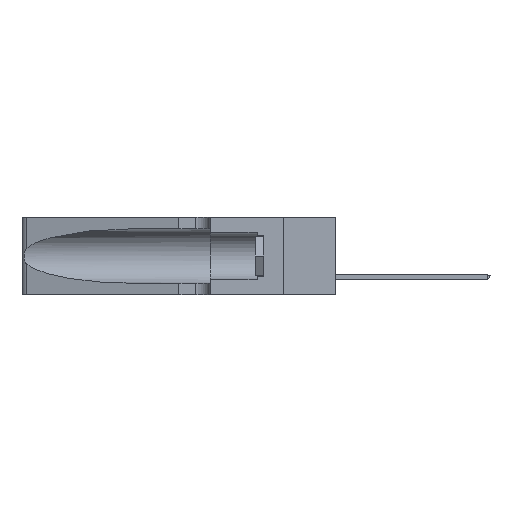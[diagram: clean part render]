
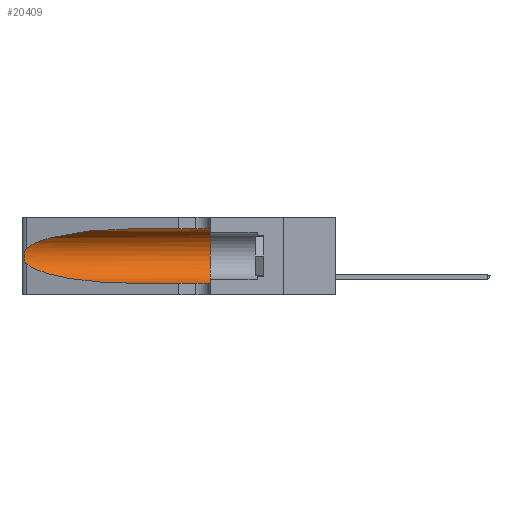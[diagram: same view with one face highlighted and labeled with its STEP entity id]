
A CAD part, left-side view. The second image highlights one B-rep face of the part: STEP entity #20409.
In plain terms, the highlighted cylindrical face has radius 3.308 mm (diameter 6.617 mm), a partial arc.
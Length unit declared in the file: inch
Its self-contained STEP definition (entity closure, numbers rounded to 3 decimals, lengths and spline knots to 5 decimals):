
#478 = CARTESIAN_POINT ( 'NONE',  ( 0.25856, 1.23593, 0.16098 ) ) ;
#2591 = VERTEX_POINT ( 'NONE', #6860 ) ;
#2900 = LINE ( 'NONE', #10720, #31541 ) ;
#3094 = CARTESIAN_POINT ( 'NONE',  ( 0.1305, 0.72297, 0.05475 ) ) ;
#3336 = CARTESIAN_POINT ( 'NONE',  ( 0.25487, 1.22718, 0.14631 ) ) ;
#3579 = CARTESIAN_POINT ( 'NONE',  ( 0.18966, 0.96281, 0.05475 ) ) ;
#5285 = ORIENTED_EDGE ( 'NONE', *, *, #33454, .T. ) ;
#6293 = CARTESIAN_POINT ( 'NONE',  ( 0.1305, 0.35, 0.185 ) ) ;
#6860 = CARTESIAN_POINT ( 'NONE',  ( 0.25487, 1.22718, 0.14631 ) ) ;
#7096 = CARTESIAN_POINT ( 'NONE',  ( 0.1305, 1.61858, 0.185 ) ) ;
#8671 = ORIENTED_EDGE ( 'NONE', *, *, #19766, .F. ) ;
#8729 = CARTESIAN_POINT ( 'NONE',  ( 0.25487, 1.22718, 0.22369 ) ) ;
#8975 = CARTESIAN_POINT ( 'NONE',  ( 0.25555, 1.22994, 0.2215 ) ) ;
#9029 = DIRECTION ( 'NONE',  ( 0., 0., 1. ) ) ;
#9198 = ORIENTED_EDGE ( 'NONE', *, *, #27174, .T. ) ;
#9331 = CARTESIAN_POINT ( 'NONE',  ( 0.1305, 0.35, 0.05475 ) ) ;
#9756 = CARTESIAN_POINT ( 'NONE',  ( 0.18966, 0.96281, 0.31525 ) ) ;
#10720 = CARTESIAN_POINT ( 'NONE',  ( 0.1305, 1.61858, 0.05475 ) ) ;
#10826 = VERTEX_POINT ( 'NONE', #31074 ) ;
#12635 = VECTOR ( 'NONE', #34526, 39.37008 ) ;
#12831 = VERTEX_POINT ( 'NONE', #9331 ) ;
#13051 = VERTEX_POINT ( 'NONE', #30205 ) ;
#13102 = CARTESIAN_POINT ( 'NONE',  ( 0.1305, 1.61858, 0.31525 ) ) ;
#13459 = DIRECTION ( 'NONE',  ( 0., -1., 0. ) ) ;
#14462 = CARTESIAN_POINT ( 'NONE',  ( 0.25639, 1.23184, 0.21858 ) ) ;
#14613 = VERTEX_POINT ( 'NONE', #22787 ) ;
#14618 = AXIS2_PLACEMENT_3D ( 'NONE', #6293, #25190, #9029 ) ;
#16426 = ORIENTED_EDGE ( 'NONE', *, *, #33942, .T. ) ;
#17131 = CARTESIAN_POINT ( 'NONE',  ( 0.26075, 1.23896, 0.19203 ) ) ;
#17183 = CARTESIAN_POINT ( 'NONE',  ( 0.2373, 1.15595, 0.08982 ) ) ;
#17986 = ORIENTED_EDGE ( 'NONE', *, *, #28976, .T. ) ;
#18799 = ORIENTED_EDGE ( 'NONE', *, *, #19064, .F. ) ;
#18957 =( BOUNDED_CURVE ( )  B_SPLINE_CURVE ( 3, ( #31224, #9756, #33816, #23313 ),
 .UNSPECIFIED., .F., .F. ) 
 B_SPLINE_CURVE_WITH_KNOTS ( ( 4, 4 ),
 ( 1.5708, 2.84003 ),
 .UNSPECIFIED. ) 
 CURVE ( )  GEOMETRIC_REPRESENTATION_ITEM ( )  RATIONAL_B_SPLINE_CURVE ( ( 1., 0.87, 0.87, 1. ) ) 
 REPRESENTATION_ITEM ( '' )  );
#19064 = EDGE_CURVE ( 'NONE', #10826, #13051, #19752, .T. ) ;
#19474 = CARTESIAN_POINT ( 'NONE',  ( 0.25854, 1.2359, 0.20912 ) ) ;
#19581 = VERTEX_POINT ( 'NONE', #3094 ) ;
#19590 = CARTESIAN_POINT ( 'NONE',  ( 0.26017, 1.23833, 0.17102 ) ) ;
#19752 = LINE ( 'NONE', #13102, #12635 ) ;
#19766 = EDGE_CURVE ( 'NONE', #13051, #12831, #23090, .T. ) ;
#19785 = AXIS2_PLACEMENT_3D ( 'NONE', #7096, #34579, #22118 ) ;
#20054 =( BOUNDED_CURVE ( )  B_SPLINE_CURVE ( 3, ( #3336, #17183, #3579, #30522 ),
 .UNSPECIFIED., .F., .F. ) 
 B_SPLINE_CURVE_WITH_KNOTS ( ( 4, 4 ),
 ( 3.44316, 4.71239 ),
 .UNSPECIFIED. ) 
 CURVE ( )  GEOMETRIC_REPRESENTATION_ITEM ( )  RATIONAL_B_SPLINE_CURVE ( ( 1., 0.87, 0.87, 1. ) ) 
 REPRESENTATION_ITEM ( '' )  );
#20409 = ADVANCED_FACE ( 'NONE', ( #21011 ), #23910, .F. ) ;
#21011 = FACE_OUTER_BOUND ( 'NONE', #22256, .T. ) ;
#21146 = B_SPLINE_CURVE_WITH_KNOTS ( 'NONE', 3,
 ( #8729, #8975, #14462, #30244, #19474, #24873, #17131, #32681, #19590, #478, #27539, #30486, #22340, #29995 ),
 .UNSPECIFIED., .F., .F.,
 ( 4, 2, 2, 2, 2, 2, 4 ),
 ( 0., 0.00027, 0.00053, 0.00107, 0.0016, 0.00187, 0.00214 ),
 .UNSPECIFIED. ) ;
#22118 = DIRECTION ( 'NONE',  ( 0., 0., -1. ) ) ;
#22256 = EDGE_LOOP ( 'NONE', ( #17986, #5285, #9198, #16426, #8671, #18799 ) ) ;
#22340 = CARTESIAN_POINT ( 'NONE',  ( 0.25555, 1.22993, 0.14849 ) ) ;
#22787 = CARTESIAN_POINT ( 'NONE',  ( 0.25487, 1.22718, 0.22369 ) ) ;
#23090 = CIRCLE ( 'NONE', #14618, 0.13025 ) ;
#23313 = CARTESIAN_POINT ( 'NONE',  ( 0.25487, 1.22718, 0.22369 ) ) ;
#23910 = CYLINDRICAL_SURFACE ( 'NONE', #19785, 0.13025 ) ;
#24873 = CARTESIAN_POINT ( 'NONE',  ( 0.26018, 1.23835, 0.19895 ) ) ;
#25190 = DIRECTION ( 'NONE',  ( 0., 1., 0. ) ) ;
#27174 = EDGE_CURVE ( 'NONE', #2591, #19581, #20054, .T. ) ;
#27539 = CARTESIAN_POINT ( 'NONE',  ( 0.25789, 1.23486, 0.15765 ) ) ;
#28976 = EDGE_CURVE ( 'NONE', #10826, #14613, #18957, .T. ) ;
#29995 = CARTESIAN_POINT ( 'NONE',  ( 0.25487, 1.22718, 0.14631 ) ) ;
#30205 = CARTESIAN_POINT ( 'NONE',  ( 0.1305, 0.35, 0.31525 ) ) ;
#30244 = CARTESIAN_POINT ( 'NONE',  ( 0.25787, 1.23484, 0.2124 ) ) ;
#30486 = CARTESIAN_POINT ( 'NONE',  ( 0.25639, 1.23186, 0.15144 ) ) ;
#30522 = CARTESIAN_POINT ( 'NONE',  ( 0.1305, 0.72297, 0.05475 ) ) ;
#31074 = CARTESIAN_POINT ( 'NONE',  ( 0.1305, 0.72297, 0.31525 ) ) ;
#31224 = CARTESIAN_POINT ( 'NONE',  ( 0.1305, 0.72297, 0.31525 ) ) ;
#31541 = VECTOR ( 'NONE', #13459, 39.37008 ) ;
#32681 = CARTESIAN_POINT ( 'NONE',  ( 0.26075, 1.23896, 0.178 ) ) ;
#33454 = EDGE_CURVE ( 'NONE', #14613, #2591, #21146, .T. ) ;
#33816 = CARTESIAN_POINT ( 'NONE',  ( 0.2373, 1.15595, 0.28018 ) ) ;
#33942 = EDGE_CURVE ( 'NONE', #19581, #12831, #2900, .T. ) ;
#34526 = DIRECTION ( 'NONE',  ( 0., -1., 0. ) ) ;
#34579 = DIRECTION ( 'NONE',  ( 0., -1., 0. ) ) ;
